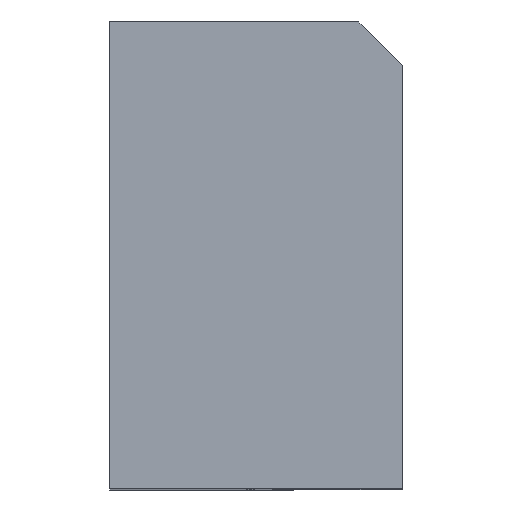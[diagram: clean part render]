
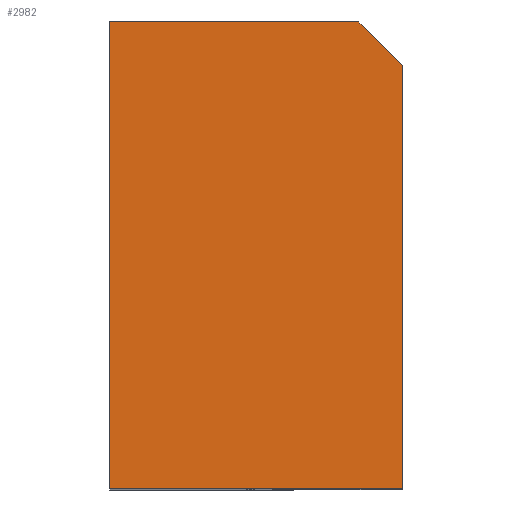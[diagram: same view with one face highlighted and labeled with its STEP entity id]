
A CAD part, top view. The second image highlights one B-rep face of the part: STEP entity #2982.
In plain terms, the highlighted planar face has unit normal (0, 0, 1).
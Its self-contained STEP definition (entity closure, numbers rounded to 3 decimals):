
#445 = PLANE('',#446);
#446 = AXIS2_PLACEMENT_3D('',#447,#448,#449);
#447 = CARTESIAN_POINT('',(-3.,-3.,-14.));
#448 = DIRECTION('',(0.,1.,0.));
#449 = DIRECTION('',(0.,0.,1.));
#471 = PLANE('',#472);
#472 = AXIS2_PLACEMENT_3D('',#473,#474,#475);
#473 = CARTESIAN_POINT('',(-3.,12.,-14.));
#474 = DIRECTION('',(-1.,0.,0.));
#475 = DIRECTION('',(0.,0.,-1.));
#1209 = VERTEX_POINT('',#1210);
#1210 = CARTESIAN_POINT('',(24.,-3.,83.));
#1224 = PLANE('',#1225);
#1225 = AXIS2_PLACEMENT_3D('',#1226,#1227,#1228);
#1226 = CARTESIAN_POINT('',(24.,36.,83.));
#1227 = DIRECTION('',(-1.,0.,0.));
#1228 = DIRECTION('',(0.,0.,-1.));
#1236 = EDGE_CURVE('',#1237,#1209,#1239,.T.);
#1237 = VERTEX_POINT('',#1238);
#1238 = CARTESIAN_POINT('',(-3.,-3.,83.));
#1239 = SURFACE_CURVE('',#1240,(#1244,#1251),.PCURVE_S1.);
#1240 = LINE('',#1241,#1242);
#1241 = CARTESIAN_POINT('',(0.,-3.,83.));
#1242 = VECTOR('',#1243,1.);
#1243 = DIRECTION('',(1.,0.,0.));
#1244 = PCURVE('',#445,#1245);
#1245 = DEFINITIONAL_REPRESENTATION('',(#1246),#1250);
#1246 = LINE('',#1247,#1248);
#1247 = CARTESIAN_POINT('',(97.,3.));
#1248 = VECTOR('',#1249,1.);
#1249 = DIRECTION('',(0.,1.));
#1250 = ( GEOMETRIC_REPRESENTATION_CONTEXT(2) 
PARAMETRIC_REPRESENTATION_CONTEXT() REPRESENTATION_CONTEXT('2D SPACE',''
  ) );
#1251 = PCURVE('',#1252,#1257);
#1252 = PLANE('',#1253);
#1253 = AXIS2_PLACEMENT_3D('',#1254,#1255,#1256);
#1254 = CARTESIAN_POINT('',(0.,0.,83.));
#1255 = DIRECTION('',(0.,0.,1.));
#1256 = DIRECTION('',(1.,0.,0.));
#1257 = DEFINITIONAL_REPRESENTATION('',(#1258),#1262);
#1258 = LINE('',#1259,#1260);
#1259 = CARTESIAN_POINT('',(0.,-3.));
#1260 = VECTOR('',#1261,1.);
#1261 = DIRECTION('',(1.,0.));
#1262 = ( GEOMETRIC_REPRESENTATION_CONTEXT(2) 
PARAMETRIC_REPRESENTATION_CONTEXT() REPRESENTATION_CONTEXT('2D SPACE',''
  ) );
#1360 = EDGE_CURVE('',#1361,#1237,#1363,.T.);
#1361 = VERTEX_POINT('',#1362);
#1362 = CARTESIAN_POINT('',(-3.,40.,83.));
#1363 = SURFACE_CURVE('',#1364,(#1368,#1375),.PCURVE_S1.);
#1364 = LINE('',#1365,#1366);
#1365 = CARTESIAN_POINT('',(-3.,0.,83.));
#1366 = VECTOR('',#1367,1.);
#1367 = DIRECTION('',(0.,-1.,0.));
#1368 = PCURVE('',#471,#1369);
#1369 = DEFINITIONAL_REPRESENTATION('',(#1370),#1374);
#1370 = LINE('',#1371,#1372);
#1371 = CARTESIAN_POINT('',(-97.,12.));
#1372 = VECTOR('',#1373,1.);
#1373 = DIRECTION('',(0.,1.));
#1374 = ( GEOMETRIC_REPRESENTATION_CONTEXT(2) 
PARAMETRIC_REPRESENTATION_CONTEXT() REPRESENTATION_CONTEXT('2D SPACE',''
  ) );
#1375 = PCURVE('',#1252,#1376);
#1376 = DEFINITIONAL_REPRESENTATION('',(#1377),#1381);
#1377 = LINE('',#1378,#1379);
#1378 = CARTESIAN_POINT('',(-3.,0.));
#1379 = VECTOR('',#1380,1.);
#1380 = DIRECTION('',(0.,-1.));
#1381 = ( GEOMETRIC_REPRESENTATION_CONTEXT(2) 
PARAMETRIC_REPRESENTATION_CONTEXT() REPRESENTATION_CONTEXT('2D SPACE',''
  ) );
#1399 = PLANE('',#1400);
#1400 = AXIS2_PLACEMENT_3D('',#1401,#1402,#1403);
#1401 = CARTESIAN_POINT('',(-3.,40.,83.));
#1402 = DIRECTION('',(0.,-1.,0.));
#1403 = DIRECTION('',(0.,0.,-1.));
#2713 = EDGE_CURVE('',#2714,#1209,#2716,.T.);
#2714 = VERTEX_POINT('',#2715);
#2715 = CARTESIAN_POINT('',(24.,36.,83.));
#2716 = SURFACE_CURVE('',#2717,(#2721,#2728),.PCURVE_S1.);
#2717 = LINE('',#2718,#2719);
#2718 = CARTESIAN_POINT('',(24.,0.,83.));
#2719 = VECTOR('',#2720,1.);
#2720 = DIRECTION('',(0.,-1.,0.));
#2721 = PCURVE('',#1224,#2722);
#2722 = DEFINITIONAL_REPRESENTATION('',(#2723),#2727);
#2723 = LINE('',#2724,#2725);
#2724 = CARTESIAN_POINT('',(0.,36.));
#2725 = VECTOR('',#2726,1.);
#2726 = DIRECTION('',(0.,1.));
#2727 = ( GEOMETRIC_REPRESENTATION_CONTEXT(2) 
PARAMETRIC_REPRESENTATION_CONTEXT() REPRESENTATION_CONTEXT('2D SPACE',''
  ) );
#2728 = PCURVE('',#1252,#2729);
#2729 = DEFINITIONAL_REPRESENTATION('',(#2730),#2734);
#2730 = LINE('',#2731,#2732);
#2731 = CARTESIAN_POINT('',(24.,0.));
#2732 = VECTOR('',#2733,1.);
#2733 = DIRECTION('',(0.,-1.));
#2734 = ( GEOMETRIC_REPRESENTATION_CONTEXT(2) 
PARAMETRIC_REPRESENTATION_CONTEXT() REPRESENTATION_CONTEXT('2D SPACE',''
  ) );
#2971 = PLANE('',#2972);
#2972 = AXIS2_PLACEMENT_3D('',#2973,#2974,#2975);
#2973 = CARTESIAN_POINT('',(22.,38.,80.));
#2974 = DIRECTION('',(0.707,0.707,0.)
  );
#2975 = DIRECTION('',(0.,0.,1.));
#2982 = ADVANCED_FACE('',(#2983),#1252,.T.);
#2983 = FACE_BOUND('',#2984,.T.);
#2984 = EDGE_LOOP('',(#2985,#3008,#3009,#3010,#3011));
#2985 = ORIENTED_EDGE('',*,*,#2986,.F.);
#2986 = EDGE_CURVE('',#1361,#2987,#2989,.T.);
#2987 = VERTEX_POINT('',#2988);
#2988 = CARTESIAN_POINT('',(20.,40.,83.));
#2989 = SURFACE_CURVE('',#2990,(#2994,#3001),.PCURVE_S1.);
#2990 = LINE('',#2991,#2992);
#2991 = CARTESIAN_POINT('',(0.,40.,83.));
#2992 = VECTOR('',#2993,1.);
#2993 = DIRECTION('',(1.,0.,0.));
#2994 = PCURVE('',#1252,#2995);
#2995 = DEFINITIONAL_REPRESENTATION('',(#2996),#3000);
#2996 = LINE('',#2997,#2998);
#2997 = CARTESIAN_POINT('',(0.,40.));
#2998 = VECTOR('',#2999,1.);
#2999 = DIRECTION('',(1.,0.));
#3000 = ( GEOMETRIC_REPRESENTATION_CONTEXT(2) 
PARAMETRIC_REPRESENTATION_CONTEXT() REPRESENTATION_CONTEXT('2D SPACE',''
  ) );
#3001 = PCURVE('',#1399,#3002);
#3002 = DEFINITIONAL_REPRESENTATION('',(#3003),#3007);
#3003 = LINE('',#3004,#3005);
#3004 = CARTESIAN_POINT('',(0.,3.));
#3005 = VECTOR('',#3006,1.);
#3006 = DIRECTION('',(0.,1.));
#3007 = ( GEOMETRIC_REPRESENTATION_CONTEXT(2) 
PARAMETRIC_REPRESENTATION_CONTEXT() REPRESENTATION_CONTEXT('2D SPACE',''
  ) );
#3008 = ORIENTED_EDGE('',*,*,#1360,.T.);
#3009 = ORIENTED_EDGE('',*,*,#1236,.T.);
#3010 = ORIENTED_EDGE('',*,*,#2713,.F.);
#3011 = ORIENTED_EDGE('',*,*,#3012,.F.);
#3012 = EDGE_CURVE('',#2987,#2714,#3013,.T.);
#3013 = SURFACE_CURVE('',#3014,(#3018,#3025),.PCURVE_S1.);
#3014 = LINE('',#3015,#3016);
#3015 = CARTESIAN_POINT('',(26.,34.,83.));
#3016 = VECTOR('',#3017,1.);
#3017 = DIRECTION('',(0.707,-0.707,0.));
#3018 = PCURVE('',#1252,#3019);
#3019 = DEFINITIONAL_REPRESENTATION('',(#3020),#3024);
#3020 = LINE('',#3021,#3022);
#3021 = CARTESIAN_POINT('',(26.,34.));
#3022 = VECTOR('',#3023,1.);
#3023 = DIRECTION('',(0.707,-0.707));
#3024 = ( GEOMETRIC_REPRESENTATION_CONTEXT(2) 
PARAMETRIC_REPRESENTATION_CONTEXT() REPRESENTATION_CONTEXT('2D SPACE',''
  ) );
#3025 = PCURVE('',#2971,#3026);
#3026 = DEFINITIONAL_REPRESENTATION('',(#3027),#3031);
#3027 = LINE('',#3028,#3029);
#3028 = CARTESIAN_POINT('',(3.,5.657));
#3029 = VECTOR('',#3030,1.);
#3030 = DIRECTION('',(0.,1.));
#3031 = ( GEOMETRIC_REPRESENTATION_CONTEXT(2) 
PARAMETRIC_REPRESENTATION_CONTEXT() REPRESENTATION_CONTEXT('2D SPACE',''
  ) );
